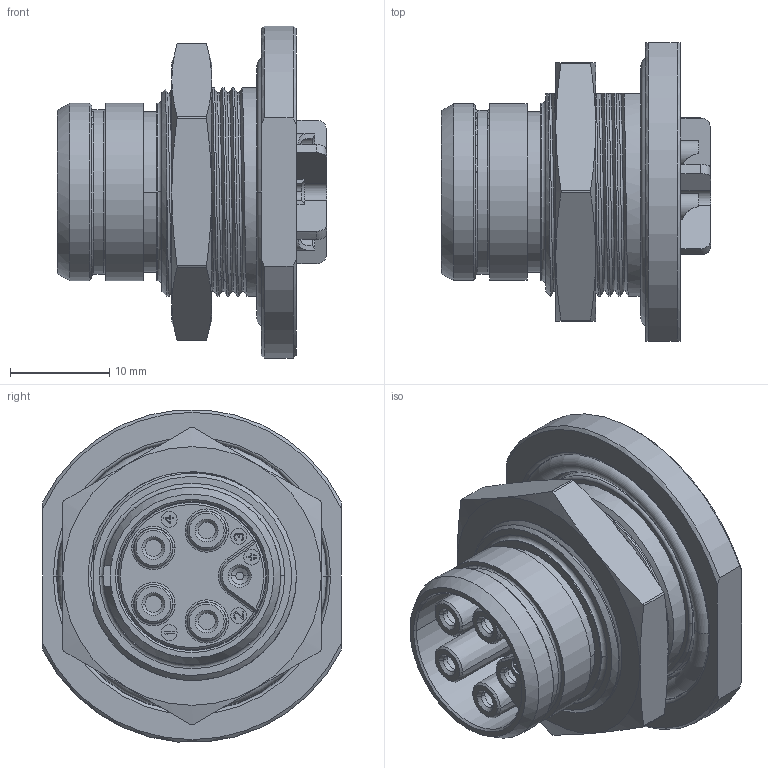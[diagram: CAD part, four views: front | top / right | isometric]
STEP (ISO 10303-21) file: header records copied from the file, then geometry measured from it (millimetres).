
FILE_DESCRIPTION((''),'2;1');
FILE_NAME('1331EV295FZ','2024-07-22T12:42:40',('paultorloting'),('NET AG system integration'),'CREO PARAMETRIC BY PTC INC, 2021404','CREO PARAMETRIC BY PTC INC, 2021404','');
FILE_SCHEMA(('AUTOMOTIVE_DESIGN { 1 0 10303 214 1 1 1 1 }'));
Length unit declared in the file: millimetre
Products named in the file (1): 1331EV295FZ
Bounding box: 27.05 x 30 x 33.38 mm (x, y, z)
Volume: 7696 mm3; surface area: 9044.4 mm2
Topology: 1 solids, 1 shells, 871 faces, 2279 edges, 1479 vertices
Faces by surface type: plane 469, cylinder 204, cone 103, torus 65, bspline 30
Entity records: 35402 total; most frequent: CARTESIAN_POINT 10889, ORIENTED_EDGE 4538, DIRECTION 4327, EDGE_CURVE 2269, AXIS2_PLACEMENT_3D 1490, VERTEX_POINT 1479, VECTOR 1344, LINE 1344
